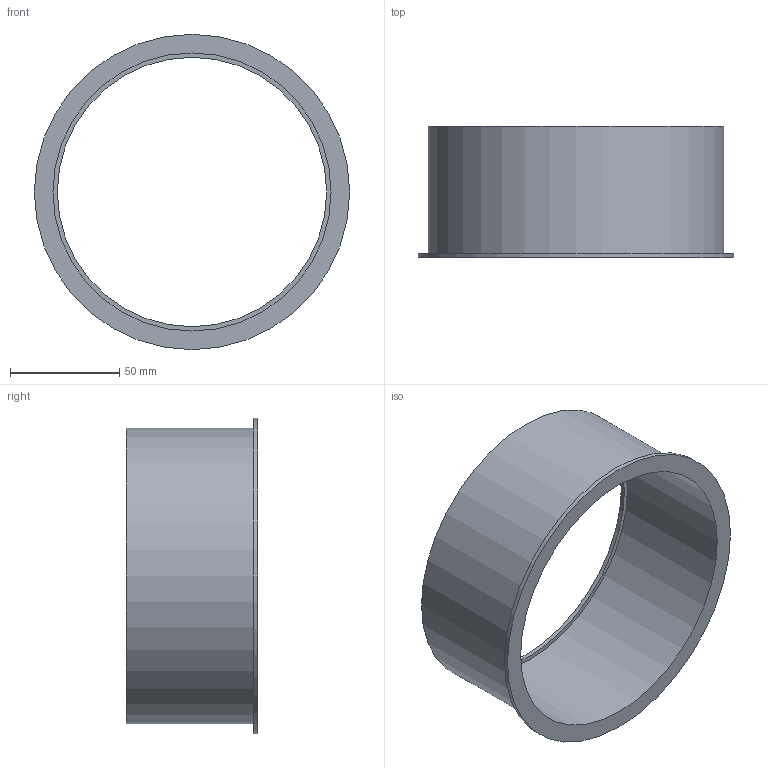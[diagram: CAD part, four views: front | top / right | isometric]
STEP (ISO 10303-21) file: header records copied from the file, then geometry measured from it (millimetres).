
FILE_DESCRIPTION(/* description */ (''),/* implementation_level */ '2;1');
FILE_NAME(/* name */ 'C .Replace - 10.stp',/* time_stamp */ '2025-12-22T15:47:58-05:00',/* author */ ('mayhe'),/* organization */ (''),/* preprocessor_version */ 'ST-DEVELOPER v20.1',/* originating_system */ 'Autodesk Inventor 2026',/* authorisation */ '');
FILE_SCHEMA (('AUTOMOTIVE_DESIGN { 1 0 10303 214 3 1 1 }'));
Length unit declared in the file: millimetre
Products named in the file (1): 10
Bounding box: 144 x 60 x 144 mm (x, y, z)
Volume: 104218.9 mm3; surface area: 58618.7 mm2
Topology: 1 solids, 1 shells, 520 faces, 1419 edges, 946 vertices
Faces by surface type: plane 267, bspline 249, cylinder 4
Full cylindrical faces by diameter (mm): 123 x1, 127 x1, 135 x1, 144 x1
Entity records: 17632 total; most frequent: CARTESIAN_POINT 6123, ORIENTED_EDGE 2838, DIRECTION 1473, EDGE_CURVE 1419, VERTEX_POINT 946, LINE 913, VECTOR 913, EDGE_LOOP 567
